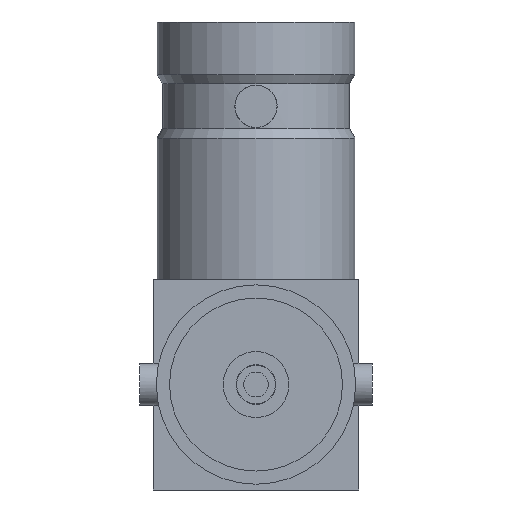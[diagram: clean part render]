
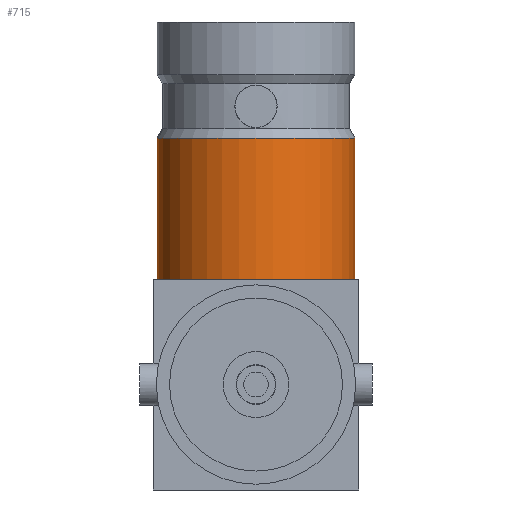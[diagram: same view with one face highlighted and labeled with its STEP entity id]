
A CAD part, front view. The second image highlights one B-rep face of the part: STEP entity #715.
In plain terms, the highlighted cylindrical face has radius 4.763 mm (diameter 9.525 mm), a partial arc.
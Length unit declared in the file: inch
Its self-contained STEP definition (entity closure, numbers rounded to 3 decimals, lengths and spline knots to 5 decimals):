
#82 = LINE ( 'NONE', #849, #2633 ) ;
#136 = VECTOR ( 'NONE', #2576, 39.37008 ) ;
#168 = VERTEX_POINT ( 'NONE', #2975 ) ;
#210 = DIRECTION ( 'NONE',  ( -1., 0., 0. ) ) ;
#274 = EDGE_CURVE ( 'NONE', #3110, #2833, #82, .T. ) ;
#293 = DIRECTION ( 'NONE',  ( 0., 0., -1. ) ) ;
#342 = EDGE_LOOP ( 'NONE', ( #394, #1931, #2582, #1189 ) ) ;
#394 = ORIENTED_EDGE ( 'NONE', *, *, #274, .F. ) ;
#498 = DIRECTION ( 'NONE',  ( 1., 0., 0. ) ) ;
#648 = AXIS2_PLACEMENT_3D ( 'NONE', #2671, #1054, #210 ) ;
#656 = AXIS2_PLACEMENT_3D ( 'NONE', #2485, #293, #3134 ) ;
#687 = EDGE_CURVE ( 'NONE', #2511, #2833, #3036, .T. ) ;
#692 = LINE ( 'NONE', #2089, #136 ) ;
#715 = ADVANCED_FACE ( 'NONE', ( #738 ), #773, .T. ) ;
#738 = FACE_OUTER_BOUND ( 'NONE', #342, .T. ) ;
#773 = CYLINDRICAL_SURFACE ( 'NONE', #3226, 0.1875 ) ;
#849 = CARTESIAN_POINT ( 'NONE',  ( -0.1875, 0., -0.18902 ) ) ;
#953 = CARTESIAN_POINT ( 'NONE',  ( -0.1875, 0., 0.2 ) ) ;
#1020 = CARTESIAN_POINT ( 'NONE',  ( 0.1875, 0., 0.4675 ) ) ;
#1054 = DIRECTION ( 'NONE',  ( 0., 0., -1. ) ) ;
#1091 = EDGE_CURVE ( 'NONE', #168, #2511, #692, .T. ) ;
#1189 = ORIENTED_EDGE ( 'NONE', *, *, #687, .T. ) ;
#1214 = DIRECTION ( 'NONE',  ( 0., 0., 1. ) ) ;
#1821 = EDGE_CURVE ( 'NONE', #168, #3110, #2405, .T. ) ;
#1882 = CARTESIAN_POINT ( 'NONE',  ( 0., 0., -0.18902 ) ) ;
#1888 = CARTESIAN_POINT ( 'NONE',  ( -0.1875, 0., 0.4675 ) ) ;
#1931 = ORIENTED_EDGE ( 'NONE', *, *, #1821, .F. ) ;
#2089 = CARTESIAN_POINT ( 'NONE',  ( 0.1875, 0., -0.18902 ) ) ;
#2405 = CIRCLE ( 'NONE', #656, 0.1875 ) ;
#2485 = CARTESIAN_POINT ( 'NONE',  ( 0., 0., 0.2 ) ) ;
#2511 = VERTEX_POINT ( 'NONE', #1020 ) ;
#2576 = DIRECTION ( 'NONE',  ( 0., 0., 1. ) ) ;
#2582 = ORIENTED_EDGE ( 'NONE', *, *, #1091, .T. ) ;
#2633 = VECTOR ( 'NONE', #1214, 39.37008 ) ;
#2671 = CARTESIAN_POINT ( 'NONE',  ( 0., 0., 0.4675 ) ) ;
#2833 = VERTEX_POINT ( 'NONE', #1888 ) ;
#2975 = CARTESIAN_POINT ( 'NONE',  ( 0.1875, 0., 0.2 ) ) ;
#3006 = DIRECTION ( 'NONE',  ( 0., 0., 1. ) ) ;
#3036 = CIRCLE ( 'NONE', #648, 0.1875 ) ;
#3110 = VERTEX_POINT ( 'NONE', #953 ) ;
#3134 = DIRECTION ( 'NONE',  ( 1., 0., 0. ) ) ;
#3226 = AXIS2_PLACEMENT_3D ( 'NONE', #1882, #3006, #498 ) ;
